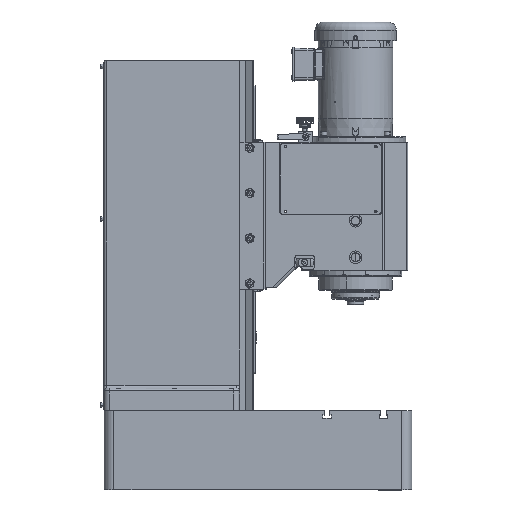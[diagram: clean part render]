
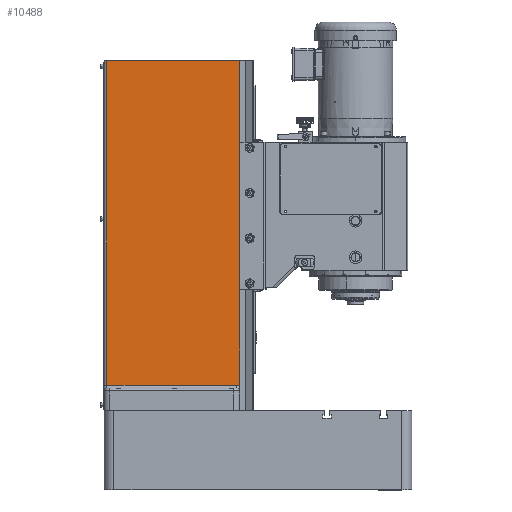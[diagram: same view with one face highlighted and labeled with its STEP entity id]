
A CAD part, top view. The second image highlights one B-rep face of the part: STEP entity #10488.
In plain terms, the highlighted planar face has unit normal (0, 0, 1).
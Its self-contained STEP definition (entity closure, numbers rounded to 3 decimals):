
#5504 = CARTESIAN_POINT ( 'NONE',  ( 21.349, 1203.532, 627.163 ) ) ;
#5802 = VERTEX_POINT ( 'NONE', #9046 ) ;
#5953 = VECTOR ( 'NONE', #31309, 1000. ) ;
#6362 = DIRECTION ( 'NONE',  ( -1., 0., 0. ) ) ;
#7053 = EDGE_CURVE ( 'NONE', #24363, #29620, #36272, .T. ) ;
#7132 = EDGE_CURVE ( 'NONE', #24363, #5802, #46707, .T. ) ;
#8056 = CARTESIAN_POINT ( 'NONE',  ( 14.999, 1203.532, 627.163 ) ) ;
#8345 = EDGE_CURVE ( 'NONE', #29620, #50205, #48969, .T. ) ;
#9046 = CARTESIAN_POINT ( 'NONE',  ( 319.799, 471.58, 627.163 ) ) ;
#10488 = ADVANCED_FACE ( 'NONE', ( #45728 ), #34756, .T. ) ;
#11790 = CARTESIAN_POINT ( 'NONE',  ( 14.999, 473.282, 627.163 ) ) ;
#12878 = CARTESIAN_POINT ( 'NONE',  ( 21.349, 473.282, 627.163 ) ) ;
#13616 = VERTEX_POINT ( 'NONE', #24900 ) ;
#15639 = ORIENTED_EDGE ( 'NONE', *, *, #7053, .T. ) ;
#16242 = CARTESIAN_POINT ( 'NONE',  ( 313.449, 460.582, 627.163 ) ) ;
#16839 = DIRECTION ( 'NONE',  ( 1., 0., 0. ) ) ;
#20219 = ORIENTED_EDGE ( 'NONE', *, *, #45387, .T. ) ;
#21346 = DIRECTION ( 'NONE',  ( 1., 0., 0. ) ) ;
#22858 = CARTESIAN_POINT ( 'NONE',  ( 21.349, 466.932, 627.163 ) ) ;
#23321 = AXIS2_PLACEMENT_3D ( 'NONE', #59313, #28896, #16839 ) ;
#23769 = EDGE_CURVE ( 'NONE', #5802, #13616, #25103, .T. ) ;
#24363 = VERTEX_POINT ( 'NONE', #52360 ) ;
#24900 = CARTESIAN_POINT ( 'NONE',  ( 313.449, 473.282, 627.163 ) ) ;
#25103 = CIRCLE ( 'NONE', #36004, 12.7 ) ;
#28896 = DIRECTION ( 'NONE',  ( 0., 0., 1. ) ) ;
#29620 = VERTEX_POINT ( 'NONE', #5504 ) ;
#31309 = DIRECTION ( 'NONE',  ( 0., -1., 0. ) ) ;
#34756 = PLANE ( 'NONE',  #23321 ) ;
#35326 = VECTOR ( 'NONE', #47495, 1000. ) ;
#35778 = EDGE_LOOP ( 'NONE', ( #39904, #15639, #62838, #20219, #37446 ) ) ;
#36004 = AXIS2_PLACEMENT_3D ( 'NONE', #16242, #52011, #21346 ) ;
#36272 = LINE ( 'NONE', #8056, #61850 ) ;
#37446 = ORIENTED_EDGE ( 'NONE', *, *, #23769, .F. ) ;
#39904 = ORIENTED_EDGE ( 'NONE', *, *, #7132, .F. ) ;
#45387 = EDGE_CURVE ( 'NONE', #50205, #13616, #58536, .T. ) ;
#45728 = FACE_OUTER_BOUND ( 'NONE', #35778, .T. ) ;
#46707 = LINE ( 'NONE', #60886, #5953 ) ;
#47495 = DIRECTION ( 'NONE',  ( 0., -1., 0. ) ) ;
#47522 = DIRECTION ( 'NONE',  ( 1., 0., 0. ) ) ;
#48160 = VECTOR ( 'NONE', #47522, 1000. ) ;
#48969 = LINE ( 'NONE', #22858, #35326 ) ;
#50205 = VERTEX_POINT ( 'NONE', #12878 ) ;
#52011 = DIRECTION ( 'NONE',  ( 0., 0., 1. ) ) ;
#52360 = CARTESIAN_POINT ( 'NONE',  ( 319.799, 1203.532, 627.163 ) ) ;
#58536 = LINE ( 'NONE', #11790, #48160 ) ;
#59313 = CARTESIAN_POINT ( 'NONE',  ( 14.999, 1203.532, 627.163 ) ) ;
#60886 = CARTESIAN_POINT ( 'NONE',  ( 319.799, 1203.532, 627.163 ) ) ;
#61850 = VECTOR ( 'NONE', #6362, 1000. ) ;
#62838 = ORIENTED_EDGE ( 'NONE', *, *, #8345, .T. ) ;
